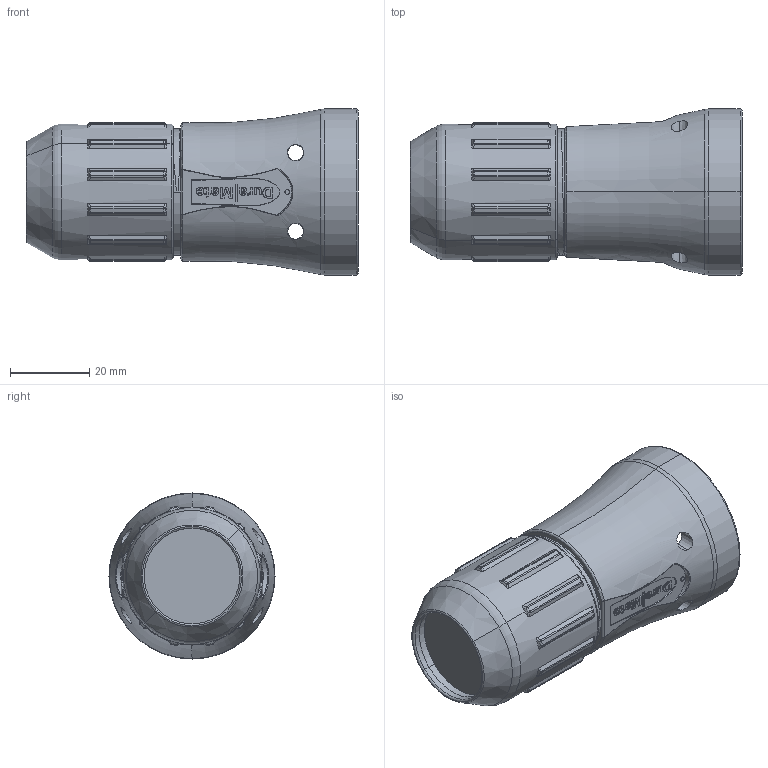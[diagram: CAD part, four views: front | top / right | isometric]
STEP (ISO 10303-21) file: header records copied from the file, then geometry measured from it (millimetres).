
FILE_DESCRIPTION((''),'2;1');
FILE_NAME('CP-M0786','2018-08-16T',('wilber.liu'),(''),'PRO/ENGINEER BY PARAMETRIC TECHNOLOGY CORPORATION, 2013230','PRO/ENGINEER BY PARAMETRIC TECHNOLOGY CORPORATION, 2013230','');
FILE_SCHEMA(('CONFIG_CONTROL_DESIGN'));
Length unit declared in the file: millimetre
Products named in the file (1): CP-M0786
Bounding box: 84 x 42 x 42 mm (x, y, z)
Volume: 46970.6 mm3; surface area: 16542.1 mm2
Topology: 1 solids, 1 shells, 591 faces, 1511 edges, 965 vertices
Faces by surface type: bspline 234, plane 177, cylinder 50, sphere 48, torus 44, cone 38
Entity records: 32009 total; most frequent: CARTESIAN_POINT 19354, ORIENTED_EDGE 3022, DIRECTION 1931, EDGE_CURVE 1511, VERTEX_POINT 965, AXIS2_PLACEMENT_3D 663, EDGE_LOOP 642, VECTOR 605
